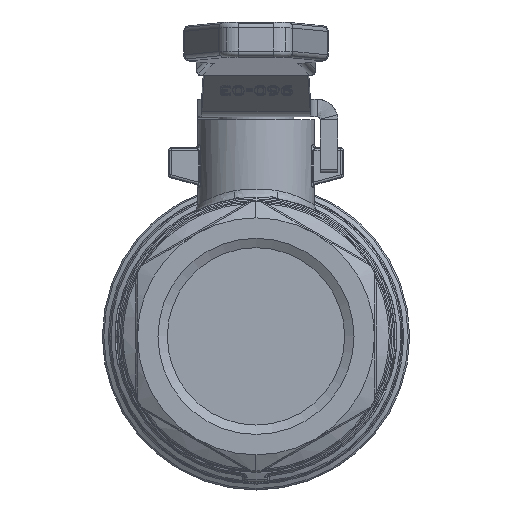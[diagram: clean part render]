
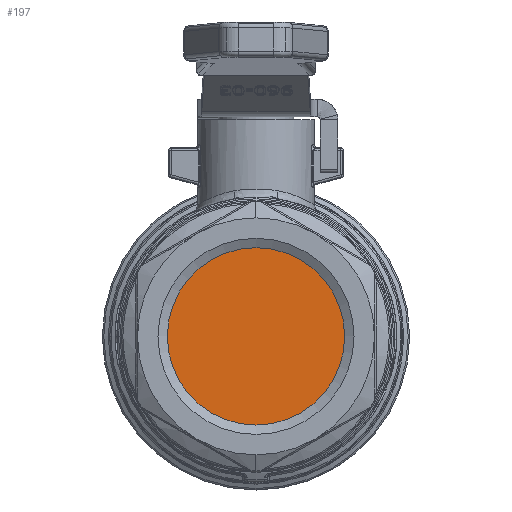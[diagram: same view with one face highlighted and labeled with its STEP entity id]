
A CAD part, left-side view. The second image highlights one B-rep face of the part: STEP entity #197.
In plain terms, the highlighted planar face has unit normal (-1, 0, 0).
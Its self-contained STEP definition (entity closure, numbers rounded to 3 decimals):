
#172=CARTESIAN_POINT('',(-24.205,-0.,-0.));
#173=DIRECTION('',(-1.,-0.,-0.));
#174=DIRECTION('',(-0.,0.,1.));
#175=AXIS2_PLACEMENT_3D('',#172,#173,#174);
#176=PLANE('',#175);
#177=CARTESIAN_POINT('',(-24.205,0.,15.146));
#178=VERTEX_POINT('',#177);
#179=CARTESIAN_POINT('',(-24.205,0.,-15.146));
#180=VERTEX_POINT('',#179);
#181=CARTESIAN_POINT('',(-24.205,0.,0.));
#182=DIRECTION('',(1.,0.,-0.));
#183=DIRECTION('',(0.,-0.,-1.));
#184=AXIS2_PLACEMENT_3D('',#181,#182,#183);
#185=CIRCLE('',#184,15.146);
#186=EDGE_CURVE('',#178,#180,#185,.T.);
#187=ORIENTED_EDGE('',*,*,#186,.F.);
#188=CARTESIAN_POINT('',(-24.205,0.,0.));
#189=DIRECTION('',(1.,0.,-0.));
#190=DIRECTION('',(0.,-0.,-1.));
#191=AXIS2_PLACEMENT_3D('',#188,#189,#190);
#192=CIRCLE('',#191,15.146);
#193=EDGE_CURVE('',#180,#178,#192,.T.);
#194=ORIENTED_EDGE('',*,*,#193,.F.);
#195=EDGE_LOOP('',(#187,#194));
#196=FACE_BOUND('',#195,.T.);
#197=ADVANCED_FACE('',(#196),#176,.T.);
